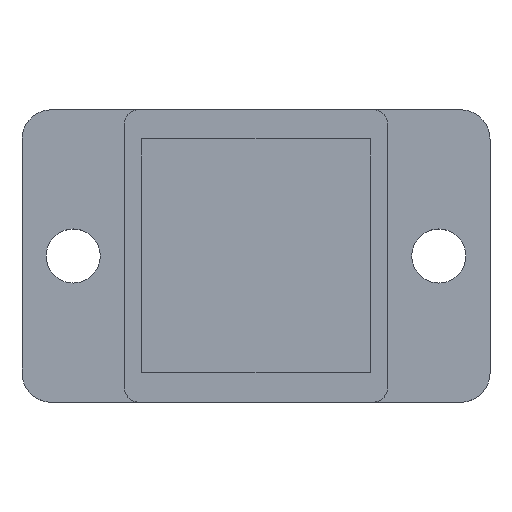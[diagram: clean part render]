
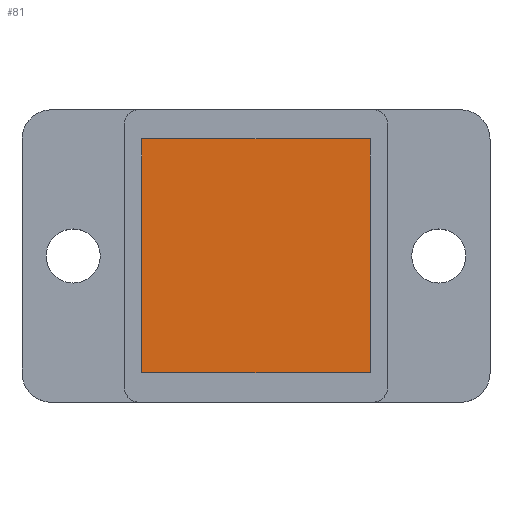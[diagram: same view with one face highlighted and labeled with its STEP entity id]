
A CAD part, top view. The second image highlights one B-rep face of the part: STEP entity #81.
In plain terms, the highlighted planar face has unit normal (0, 0, 1).
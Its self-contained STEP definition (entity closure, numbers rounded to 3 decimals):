
#81 = ADVANCED_FACE( '', ( #168 ), #169, .T. );
#168 = FACE_OUTER_BOUND( '', #257, .T. );
#169 = PLANE( '', #258 );
#257 = EDGE_LOOP( '', ( #433, #434, #435, #436 ) );
#258 = AXIS2_PLACEMENT_3D( '', #437, #438, #439 );
#433 = ORIENTED_EDGE( '', *, *, #569, .T. );
#434 = ORIENTED_EDGE( '', *, *, #589, .T. );
#435 = ORIENTED_EDGE( '', *, *, #522, .T. );
#436 = ORIENTED_EDGE( '', *, *, #590, .T. );
#437 = CARTESIAN_POINT( '', ( 0., 0., 5.4 ) );
#438 = DIRECTION( '', ( 0., 0., 1. ) );
#439 = DIRECTION( '', ( 1., 0., 0. ) );
#522 = EDGE_CURVE( '', #617, #615, #618, .T. );
#569 = EDGE_CURVE( '', #693, #691, #694, .T. );
#589 = EDGE_CURVE( '', #691, #617, #721, .T. );
#590 = EDGE_CURVE( '', #615, #693, #722, .T. );
#615 = VERTEX_POINT( '', #752 );
#617 = VERTEX_POINT( '', #755 );
#618 = LINE( '', #756, #757 );
#691 = VERTEX_POINT( '', #852 );
#693 = VERTEX_POINT( '', #855 );
#694 = LINE( '', #856, #857 );
#721 = LINE( '', #894, #895 );
#722 = LINE( '', #896, #897 );
#752 = CARTESIAN_POINT( '', ( 7.795, -8., 5.4 ) );
#755 = CARTESIAN_POINT( '', ( -7.795, -8., 5.4 ) );
#756 = CARTESIAN_POINT( '', ( -7.795, -8., 5.4 ) );
#757 = VECTOR( '', #919, 1000. );
#852 = CARTESIAN_POINT( '', ( -7.795, 8., 5.4 ) );
#855 = CARTESIAN_POINT( '', ( 7.795, 8., 5.4 ) );
#856 = CARTESIAN_POINT( '', ( 7.795, 8., 5.4 ) );
#857 = VECTOR( '', #985, 1000. );
#894 = CARTESIAN_POINT( '', ( -7.795, 8., 5.4 ) );
#895 = VECTOR( '', #1005, 1000. );
#896 = CARTESIAN_POINT( '', ( 7.795, -8., 5.4 ) );
#897 = VECTOR( '', #1006, 1000. );
#919 = DIRECTION( '', ( 1., 0., 0. ) );
#985 = DIRECTION( '', ( -1., 0., 0. ) );
#1005 = DIRECTION( '', ( 0., -1., 0. ) );
#1006 = DIRECTION( '', ( 0., 1., 0. ) );
